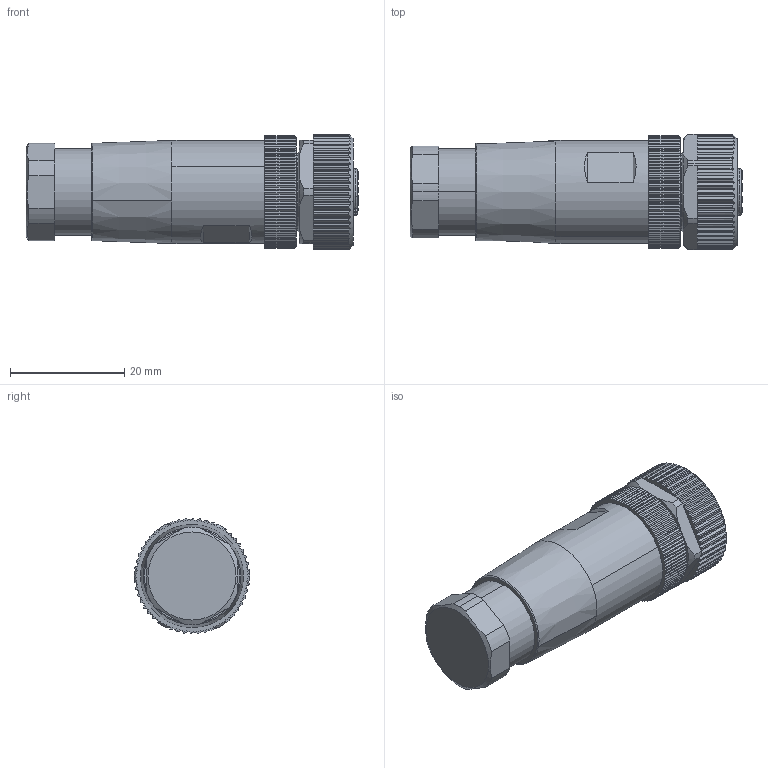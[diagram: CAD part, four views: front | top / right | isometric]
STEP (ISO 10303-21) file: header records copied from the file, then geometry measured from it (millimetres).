
FILE_DESCRIPTION(('SolidDesigner STEP Export'),'2;1');
FILE_NAME('1404420.stp','2012-09-27T12:09:36',(''),(''),'CoCreate Modeling STEP processor for AP214 (Solid Model)','CoCreate Modeling 16.00E 25-Sep-2009 (C) Parametric Technology GmbH','');
FILE_SCHEMA(('AUTOMOTIVE_DESIGN { 1 0 10303 214 1 1 1 1 }'));
Products named in the file (2): 1404420
Assembly tree (1 placements, depth 2):
  1404420
    1404420
Bounding box: 58 x 20.2 x 20.2 mm (x, y, z)
Volume: 13722 mm3; surface area: 5023.3 mm2
Topology: 1 solids, 1 shells, 1289 faces, 3732 edges, 2483 vertices
Faces by surface type: plane 978, cylinder 256, cone 44, torus 7, sphere 4
Entity records: 56414 total; most frequent: CARTESIAN_POINT 13015, ORIENTED_EDGE 7456, DIRECTION 6060, EDGE_CURVE 3728, VECTOR 2760, LINE 2760, VERTEX_POINT 2483, AXIS2_PLACEMENT_3D 1650
